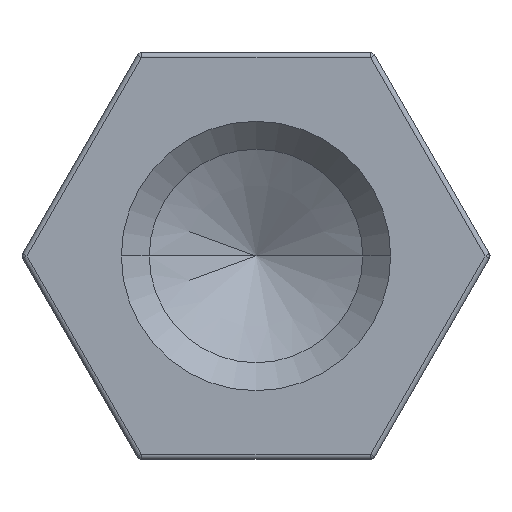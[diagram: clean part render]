
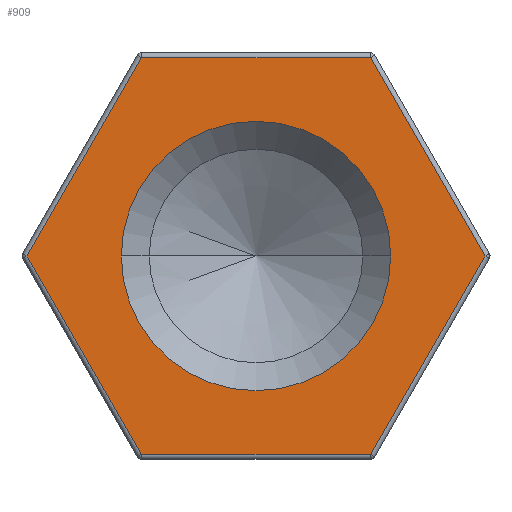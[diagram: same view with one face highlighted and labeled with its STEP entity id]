
A CAD part, left-side view. The second image highlights one B-rep face of the part: STEP entity #909.
In plain terms, the highlighted planar face has unit normal (-1, 0, 0).
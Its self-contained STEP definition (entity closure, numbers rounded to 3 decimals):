
#10 = AXIS2_PLACEMENT_3D ( 'NONE', #1169, #391, #1234 ) ;
#96 = CARTESIAN_POINT ( 'NONE',  ( 0., -2.252, -3.9 ) ) ;
#109 = CARTESIAN_POINT ( 'NONE',  ( 0., -4.503, 0. ) ) ;
#124 = DIRECTION ( 'NONE',  ( 1., 0., 0. ) ) ;
#167 = CIRCLE ( 'NONE', #1379, 2.65 ) ;
#211 = DIRECTION ( 'NONE',  ( 0., 0.5, -0.866 ) ) ;
#225 = FACE_BOUND ( 'NONE', #1038, .T. ) ;
#262 = CIRCLE ( 'NONE', #10, 2.65 ) ;
#271 = EDGE_CURVE ( 'NONE', #838, #997, #313, .T. ) ;
#272 = VECTOR ( 'NONE', #1290, 1000. ) ;
#279 = LINE ( 'NONE', #1347, #292 ) ;
#280 = VECTOR ( 'NONE', #211, 1000. ) ;
#281 = EDGE_CURVE ( 'NONE', #1019, #838, #306, .T. ) ;
#284 = LINE ( 'NONE', #1230, #272 ) ;
#288 = LINE ( 'NONE', #1110, #280 ) ;
#290 = VECTOR ( 'NONE', #1284, 1000. ) ;
#292 = VECTOR ( 'NONE', #384, 1000. ) ;
#294 = LINE ( 'NONE', #1224, #290 ) ;
#296 = EDGE_CURVE ( 'NONE', #591, #1019, #294, .T. ) ;
#297 = VECTOR ( 'NONE', #363, 1000. ) ;
#301 = EDGE_CURVE ( 'NONE', #1304, #591, #288, .T. ) ;
#303 = VECTOR ( 'NONE', #1158, 1000. ) ;
#305 = EDGE_CURVE ( 'NONE', #539, #1304, #279, .T. ) ;
#306 = LINE ( 'NONE', #694, #297 ) ;
#308 = EDGE_CURVE ( 'NONE', #997, #539, #284, .T. ) ;
#312 = EDGE_CURVE ( 'NONE', #807, #928, #262, .T. ) ;
#313 = LINE ( 'NONE', #349, #303 ) ;
#349 = CARTESIAN_POINT ( 'NONE',  ( 0., -3.377, -1.95 ) ) ;
#363 = DIRECTION ( 'NONE',  ( 0., -1., 0. ) ) ;
#384 = DIRECTION ( 'NONE',  ( 0., 1., 0. ) ) ;
#391 = DIRECTION ( 'NONE',  ( 1., 0., 0. ) ) ;
#413 = EDGE_CURVE ( 'NONE', #928, #807, #167, .T. ) ;
#425 = CARTESIAN_POINT ( 'NONE',  ( 0., 2.65, 0. ) ) ;
#430 = CARTESIAN_POINT ( 'NONE',  ( 0., 0., 0. ) ) ;
#539 = VERTEX_POINT ( 'NONE', #1397 ) ;
#591 = VERTEX_POINT ( 'NONE', #720 ) ;
#597 = ORIENTED_EDGE ( 'NONE', *, *, #271, .T. ) ;
#606 = DIRECTION ( 'NONE',  ( 1., 0., 0. ) ) ;
#615 = CARTESIAN_POINT ( 'NONE',  ( 0., 2.252, -3.9 ) ) ;
#632 = ORIENTED_EDGE ( 'NONE', *, *, #281, .T. ) ;
#639 = ORIENTED_EDGE ( 'NONE', *, *, #301, .T. ) ;
#687 = ORIENTED_EDGE ( 'NONE', *, *, #305, .T. ) ;
#694 = CARTESIAN_POINT ( 'NONE',  ( 0., 0., -3.9 ) ) ;
#706 = ORIENTED_EDGE ( 'NONE', *, *, #308, .T. ) ;
#716 = ORIENTED_EDGE ( 'NONE', *, *, #296, .T. ) ;
#720 = CARTESIAN_POINT ( 'NONE',  ( 0., 4.503, 0. ) ) ;
#807 = VERTEX_POINT ( 'NONE', #425 ) ;
#812 = EDGE_LOOP ( 'NONE', ( #706, #687, #639, #716, #632, #597 ) ) ;
#838 = VERTEX_POINT ( 'NONE', #96 ) ;
#873 = ORIENTED_EDGE ( 'NONE', *, *, #312, .T. ) ;
#885 = ORIENTED_EDGE ( 'NONE', *, *, #413, .T. ) ;
#909 = ADVANCED_FACE ( 'NONE', ( #1367, #225 ), #1188, .F. ) ;
#928 = VERTEX_POINT ( 'NONE', #1246 ) ;
#997 = VERTEX_POINT ( 'NONE', #109 ) ;
#1019 = VERTEX_POINT ( 'NONE', #615 ) ;
#1038 = EDGE_LOOP ( 'NONE', ( #873, #885 ) ) ;
#1046 = CARTESIAN_POINT ( 'NONE',  ( 0., 0., 0. ) ) ;
#1084 = AXIS2_PLACEMENT_3D ( 'NONE', #430, #606, #1310 ) ;
#1110 = CARTESIAN_POINT ( 'NONE',  ( 0., 3.377, 1.95 ) ) ;
#1138 = DIRECTION ( 'NONE',  ( 0., 1., 0. ) ) ;
#1158 = DIRECTION ( 'NONE',  ( 0., -0.5, 0.866 ) ) ;
#1169 = CARTESIAN_POINT ( 'NONE',  ( 0., 0., 0. ) ) ;
#1188 = PLANE ( 'NONE',  #1084 ) ;
#1217 = CARTESIAN_POINT ( 'NONE',  ( 0., 2.252, 3.9 ) ) ;
#1224 = CARTESIAN_POINT ( 'NONE',  ( 0., 3.377, -1.95 ) ) ;
#1230 = CARTESIAN_POINT ( 'NONE',  ( 0., -3.377, 1.95 ) ) ;
#1234 = DIRECTION ( 'NONE',  ( 0., 1., 0. ) ) ;
#1246 = CARTESIAN_POINT ( 'NONE',  ( 0., -2.65, 0. ) ) ;
#1284 = DIRECTION ( 'NONE',  ( 0., -0.5, -0.866 ) ) ;
#1290 = DIRECTION ( 'NONE',  ( 0., 0.5, 0.866 ) ) ;
#1304 = VERTEX_POINT ( 'NONE', #1217 ) ;
#1310 = DIRECTION ( 'NONE',  ( 0., 1., 0. ) ) ;
#1347 = CARTESIAN_POINT ( 'NONE',  ( 0., 0., 3.9 ) ) ;
#1367 = FACE_OUTER_BOUND ( 'NONE', #812, .T. ) ;
#1379 = AXIS2_PLACEMENT_3D ( 'NONE', #1046, #124, #1138 ) ;
#1397 = CARTESIAN_POINT ( 'NONE',  ( 0., -2.252, 3.9 ) ) ;
